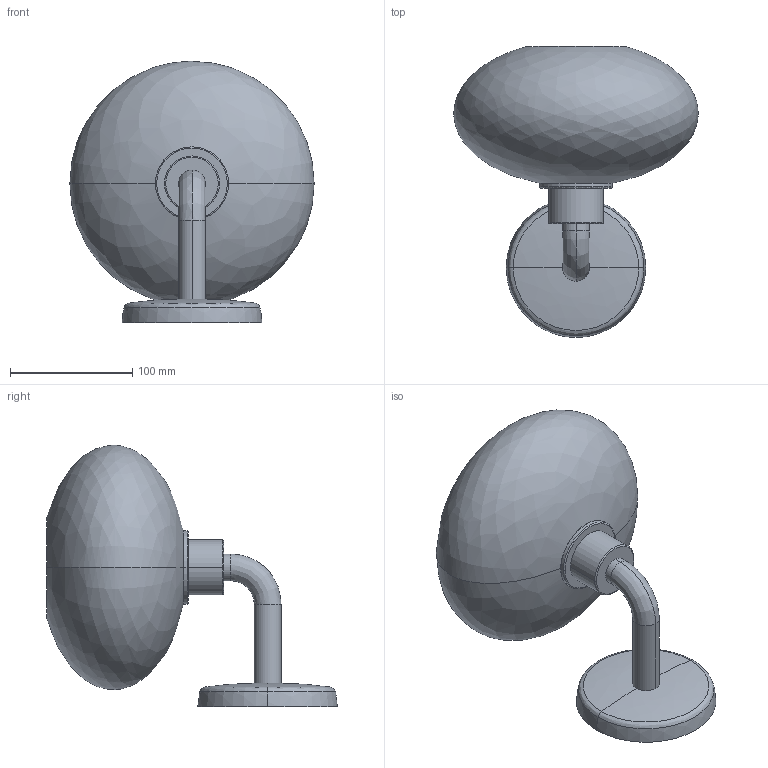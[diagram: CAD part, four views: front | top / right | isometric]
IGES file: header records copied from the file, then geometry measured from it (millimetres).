
Start section:  PTC IGES file: 0381-g-so.igs
Global section: file name: 0381-g-so.igs; native system: Creo Parametric by PTC Inc.; preprocessor: 2018400; author: jinson.thomas; organization: Unknown; date: 20210615.141451; units: inch
Bounding box: 200.11 x 238.17 x 214.1 mm (x, y, z)
Volume: 534417.8 mm3; surface area: 224121 mm2
Topology: 1 solids, 3 shells, 64 faces, 130 edges, 74 vertices
Faces by surface type: revolution 54, bspline 10
